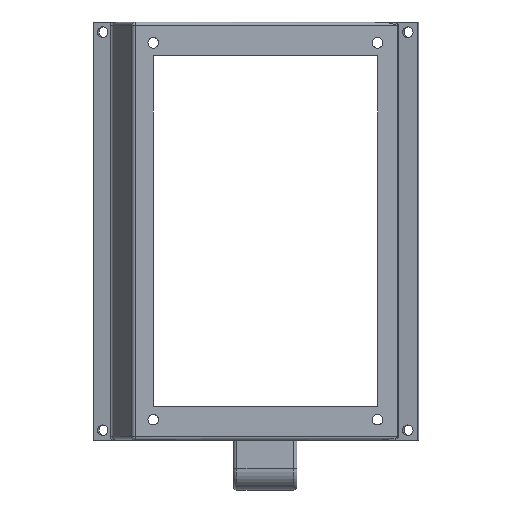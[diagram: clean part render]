
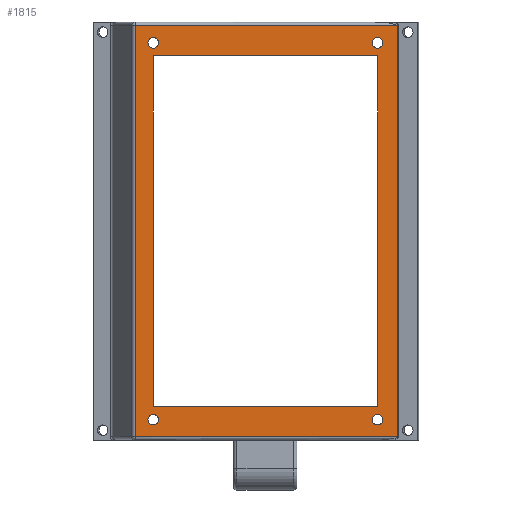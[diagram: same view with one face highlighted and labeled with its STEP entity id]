
A CAD part, left-side view. The second image highlights one B-rep face of the part: STEP entity #1815.
In plain terms, the highlighted planar face has unit normal (-1, 0, 0).
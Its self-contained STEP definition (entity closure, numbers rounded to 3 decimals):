
#677=CARTESIAN_POINT('Vertex',(-19.544,-85.746,10.15)) ;
#680=CARTESIAN_POINT('Line Origine',(-19.544,-85.746,63.)) ;
#684=CARTESIAN_POINT('Vertex',(-19.544,-85.746,115.85)) ;
#704=CARTESIAN_POINT('Line Origine',(-19.544,-51.946,115.85)) ;
#708=CARTESIAN_POINT('Vertex',(-19.544,-18.146,115.85)) ;
#728=CARTESIAN_POINT('Line Origine',(-19.544,-18.146,63.)) ;
#732=CARTESIAN_POINT('Vertex',(-19.544,-18.146,10.15)) ;
#752=CARTESIAN_POINT('Line Origine',(-19.544,-51.946,10.15)) ;
#773=CARTESIAN_POINT('Vertex',(-19.544,-84.146,119.8)) ;
#776=CARTESIAN_POINT('Axis2P3D Location',(-19.544,-85.746,119.8)) ;
#780=CARTESIAN_POINT('Vertex',(-19.544,-87.346,119.8)) ;
#795=CARTESIAN_POINT('Axis2P3D Location',(-19.544,-85.746,119.8)) ;
#816=CARTESIAN_POINT('Vertex',(-19.544,-16.546,119.8)) ;
#819=CARTESIAN_POINT('Axis2P3D Location',(-19.544,-18.146,119.8)) ;
#823=CARTESIAN_POINT('Vertex',(-19.544,-19.746,119.8)) ;
#838=CARTESIAN_POINT('Axis2P3D Location',(-19.544,-18.146,119.8)) ;
#859=CARTESIAN_POINT('Vertex',(-19.544,-84.146,6.2)) ;
#862=CARTESIAN_POINT('Axis2P3D Location',(-19.544,-85.746,6.2)) ;
#866=CARTESIAN_POINT('Vertex',(-19.544,-87.346,6.2)) ;
#881=CARTESIAN_POINT('Axis2P3D Location',(-19.544,-85.746,6.2)) ;
#902=CARTESIAN_POINT('Vertex',(-19.544,-16.546,6.2)) ;
#905=CARTESIAN_POINT('Axis2P3D Location',(-19.544,-18.146,6.2)) ;
#909=CARTESIAN_POINT('Vertex',(-19.544,-19.746,6.2)) ;
#924=CARTESIAN_POINT('Axis2P3D Location',(-19.544,-18.146,6.2)) ;
#1136=CARTESIAN_POINT('Line Origine',(-19.544,-49.115,1.)) ;
#1140=CARTESIAN_POINT('Vertex',(-19.544,-12.667,1.)) ;
#1142=CARTESIAN_POINT('Vertex',(-19.544,-91.841,1.)) ;
#1620=CARTESIAN_POINT('Vertex',(-19.544,-91.841,125.)) ;
#1757=CARTESIAN_POINT('Vertex',(-19.544,-12.667,125.)) ;
#1760=CARTESIAN_POINT('Line Origine',(-19.544,-49.115,125.)) ;
#1772=CARTESIAN_POINT('Axis2P3D Location',(-19.544,-91.946,0.)) ;
#1777=CARTESIAN_POINT('Line Origine',(-19.544,-91.841,63.)) ;
#1782=CARTESIAN_POINT('Line Origine',(-19.544,-12.667,63.)) ;
#681=DIRECTION('Vector Direction',(0.,0.,1.)) ;
#705=DIRECTION('Vector Direction',(0.,-1.,0.)) ;
#729=DIRECTION('Vector Direction',(0.,0.,-1.)) ;
#753=DIRECTION('Vector Direction',(0.,1.,0.)) ;
#777=DIRECTION('Axis2P3D Direction',(-1.,0.,0.)) ;
#796=DIRECTION('Axis2P3D Direction',(-1.,0.,0.)) ;
#820=DIRECTION('Axis2P3D Direction',(-1.,0.,0.)) ;
#839=DIRECTION('Axis2P3D Direction',(-1.,0.,0.)) ;
#863=DIRECTION('Axis2P3D Direction',(-1.,0.,0.)) ;
#882=DIRECTION('Axis2P3D Direction',(-1.,0.,0.)) ;
#906=DIRECTION('Axis2P3D Direction',(-1.,0.,0.)) ;
#925=DIRECTION('Axis2P3D Direction',(-1.,0.,0.)) ;
#1137=DIRECTION('Vector Direction',(0.,1.,0.)) ;
#1761=DIRECTION('Vector Direction',(0.,1.,0.)) ;
#1773=DIRECTION('Axis2P3D Direction',(1.,0.,0.)) ;
#1774=DIRECTION('Axis2P3D XDirection',(0.,1.,0.)) ;
#1778=DIRECTION('Vector Direction',(0.,0.,1.)) ;
#1783=DIRECTION('Vector Direction',(0.,0.,1.)) ;
#778=AXIS2_PLACEMENT_3D('Circle Axis2P3D',#776,#777,$) ;
#797=AXIS2_PLACEMENT_3D('Circle Axis2P3D',#795,#796,$) ;
#821=AXIS2_PLACEMENT_3D('Circle Axis2P3D',#819,#820,$) ;
#840=AXIS2_PLACEMENT_3D('Circle Axis2P3D',#838,#839,$) ;
#864=AXIS2_PLACEMENT_3D('Circle Axis2P3D',#862,#863,$) ;
#883=AXIS2_PLACEMENT_3D('Circle Axis2P3D',#881,#882,$) ;
#907=AXIS2_PLACEMENT_3D('Circle Axis2P3D',#905,#906,$) ;
#926=AXIS2_PLACEMENT_3D('Circle Axis2P3D',#924,#925,$) ;
#1775=AXIS2_PLACEMENT_3D('Plane Axis2P3D',#1772,#1773,#1774) ;
#1788=ORIENTED_EDGE('',*,*,#1781,.F.) ;
#1789=ORIENTED_EDGE('',*,*,#1764,.F.) ;
#1790=ORIENTED_EDGE('',*,*,#1786,.F.) ;
#1791=ORIENTED_EDGE('',*,*,#1144,.T.) ;
#1794=ORIENTED_EDGE('',*,*,#686,.F.) ;
#1795=ORIENTED_EDGE('',*,*,#756,.F.) ;
#1796=ORIENTED_EDGE('',*,*,#734,.F.) ;
#1797=ORIENTED_EDGE('',*,*,#710,.F.) ;
#1800=ORIENTED_EDGE('',*,*,#911,.F.) ;
#1801=ORIENTED_EDGE('',*,*,#928,.F.) ;
#1804=ORIENTED_EDGE('',*,*,#868,.F.) ;
#1805=ORIENTED_EDGE('',*,*,#885,.F.) ;
#1808=ORIENTED_EDGE('',*,*,#825,.F.) ;
#1809=ORIENTED_EDGE('',*,*,#842,.F.) ;
#1812=ORIENTED_EDGE('',*,*,#782,.F.) ;
#1813=ORIENTED_EDGE('',*,*,#799,.F.) ;
#1798=FACE_BOUND('',#1793,.T.) ;
#1802=FACE_BOUND('',#1799,.T.) ;
#1806=FACE_BOUND('',#1803,.T.) ;
#1810=FACE_BOUND('',#1807,.T.) ;
#1814=FACE_BOUND('',#1811,.T.) ;
#682=VECTOR('Line Direction',#681,1.) ;
#706=VECTOR('Line Direction',#705,1.) ;
#730=VECTOR('Line Direction',#729,1.) ;
#754=VECTOR('Line Direction',#753,1.) ;
#1138=VECTOR('Line Direction',#1137,1.) ;
#1762=VECTOR('Line Direction',#1761,1.) ;
#1779=VECTOR('Line Direction',#1778,1.) ;
#1784=VECTOR('Line Direction',#1783,1.) ;
#1815=ADVANCED_FACE('Corps principal',(#1792,#1798,#1802,#1806,#1810,#1814),#1776,.F.) ;
#779=CIRCLE('generated circle',#778,1.6) ;
#798=CIRCLE('generated circle',#797,1.6) ;
#822=CIRCLE('generated circle',#821,1.6) ;
#841=CIRCLE('generated circle',#840,1.6) ;
#865=CIRCLE('generated circle',#864,1.6) ;
#884=CIRCLE('generated circle',#883,1.6) ;
#908=CIRCLE('generated circle',#907,1.6) ;
#927=CIRCLE('generated circle',#926,1.6) ;
#686=EDGE_CURVE('',#678,#685,#683,.T.) ;
#710=EDGE_CURVE('',#685,#709,#707,.F.) ;
#734=EDGE_CURVE('',#709,#733,#731,.T.) ;
#756=EDGE_CURVE('',#733,#678,#755,.F.) ;
#782=EDGE_CURVE('',#774,#781,#779,.T.) ;
#799=EDGE_CURVE('',#781,#774,#798,.T.) ;
#825=EDGE_CURVE('',#817,#824,#822,.T.) ;
#842=EDGE_CURVE('',#824,#817,#841,.T.) ;
#868=EDGE_CURVE('',#860,#867,#865,.T.) ;
#885=EDGE_CURVE('',#867,#860,#884,.T.) ;
#911=EDGE_CURVE('',#903,#910,#908,.T.) ;
#928=EDGE_CURVE('',#910,#903,#927,.T.) ;
#1144=EDGE_CURVE('',#1141,#1143,#1139,.F.) ;
#1764=EDGE_CURVE('',#1758,#1621,#1763,.F.) ;
#1781=EDGE_CURVE('',#1621,#1143,#1780,.F.) ;
#1786=EDGE_CURVE('',#1141,#1758,#1785,.T.) ;
#1787=EDGE_LOOP('',(#1788,#1789,#1790,#1791)) ;
#1793=EDGE_LOOP('',(#1794,#1795,#1796,#1797)) ;
#1799=EDGE_LOOP('',(#1800,#1801)) ;
#1803=EDGE_LOOP('',(#1804,#1805)) ;
#1807=EDGE_LOOP('',(#1808,#1809)) ;
#1811=EDGE_LOOP('',(#1812,#1813)) ;
#1792=FACE_OUTER_BOUND('',#1787,.T.) ;
#683=LINE('Line',#680,#682) ;
#707=LINE('Line',#704,#706) ;
#731=LINE('Line',#728,#730) ;
#755=LINE('Line',#752,#754) ;
#1139=LINE('Line',#1136,#1138) ;
#1763=LINE('Line',#1760,#1762) ;
#1780=LINE('Line',#1777,#1779) ;
#1785=LINE('Line',#1782,#1784) ;
#1776=PLANE('Plane',#1775) ;
#678=VERTEX_POINT('',#677) ;
#685=VERTEX_POINT('',#684) ;
#709=VERTEX_POINT('',#708) ;
#733=VERTEX_POINT('',#732) ;
#774=VERTEX_POINT('',#773) ;
#781=VERTEX_POINT('',#780) ;
#817=VERTEX_POINT('',#816) ;
#824=VERTEX_POINT('',#823) ;
#860=VERTEX_POINT('',#859) ;
#867=VERTEX_POINT('',#866) ;
#903=VERTEX_POINT('',#902) ;
#910=VERTEX_POINT('',#909) ;
#1141=VERTEX_POINT('',#1140) ;
#1143=VERTEX_POINT('',#1142) ;
#1621=VERTEX_POINT('',#1620) ;
#1758=VERTEX_POINT('',#1757) ;
